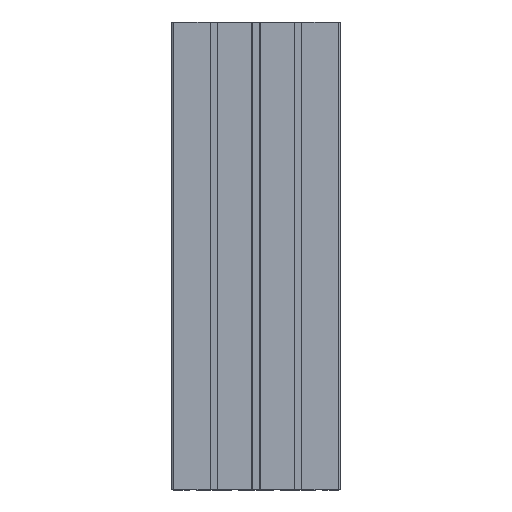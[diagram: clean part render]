
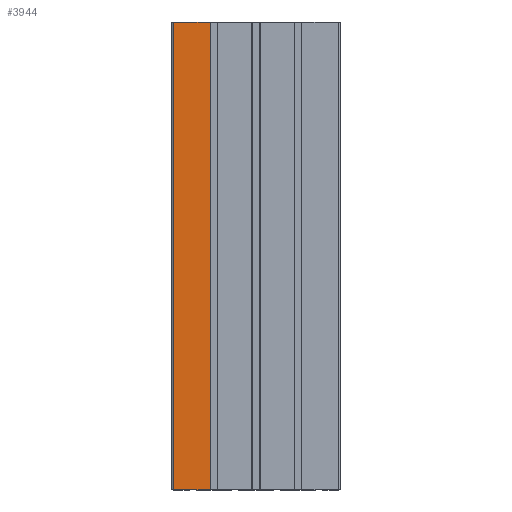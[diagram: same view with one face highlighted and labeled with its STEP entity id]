
A CAD part, top view. The second image highlights one B-rep face of the part: STEP entity #3944.
In plain terms, the highlighted planar face has unit normal (0, 0, 1).
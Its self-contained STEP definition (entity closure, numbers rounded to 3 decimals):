
#118=PLANE('',#4262);
#302=FACE_OUTER_BOUND('',#498,.T.);
#498=EDGE_LOOP('',(#3131,#3132,#3133,#3134));
#882=LINE('',#6288,#1332);
#883=LINE('',#6291,#1333);
#884=LINE('',#6293,#1334);
#885=LINE('',#6294,#1335);
#1332=VECTOR('',#5148,10.);
#1333=VECTOR('',#5151,10.);
#1334=VECTOR('',#5152,10.);
#1335=VECTOR('',#5153,10.);
#1883=VERTEX_POINT('',#6284);
#1884=VERTEX_POINT('',#6286);
#1885=VERTEX_POINT('',#6290);
#1886=VERTEX_POINT('',#6292);
#2410=EDGE_CURVE('',#1883,#1884,#882,.T.);
#2411=EDGE_CURVE('',#1885,#1883,#883,.T.);
#2412=EDGE_CURVE('',#1886,#1884,#884,.T.);
#2413=EDGE_CURVE('',#1885,#1886,#885,.T.);
#3131=ORIENTED_EDGE('',*,*,#2411,.T.);
#3132=ORIENTED_EDGE('',*,*,#2410,.T.);
#3133=ORIENTED_EDGE('',*,*,#2412,.F.);
#3134=ORIENTED_EDGE('',*,*,#2413,.F.);
#3944=ADVANCED_FACE('',(#302),#118,.T.);
#4262=AXIS2_PLACEMENT_3D('',#6289,#5149,#5150);
#5148=DIRECTION('',(0.,-1.,0.));
#5149=DIRECTION('center_axis',(0.,0.,1.));
#5150=DIRECTION('ref_axis',(-1.,0.,0.));
#5151=DIRECTION('',(-1.,0.,0.));
#5152=DIRECTION('',(-1.,0.,0.));
#5153=DIRECTION('',(0.,-1.,0.));
#6284=CARTESIAN_POINT('',(2.,-7548.,32.));
#6286=CARTESIAN_POINT('',(2.,-8048.,32.));
#6288=CARTESIAN_POINT('',(2.,-7548.,32.));
#6289=CARTESIAN_POINT('Origin',(41.043,-7548.,32.));
#6290=CARTESIAN_POINT('',(41.043,-7548.,32.));
#6291=CARTESIAN_POINT('',(41.043,-7548.,32.));
#6292=CARTESIAN_POINT('',(41.043,-8048.,32.));
#6293=CARTESIAN_POINT('',(41.043,-8048.,32.));
#6294=CARTESIAN_POINT('',(41.043,-7548.,32.));
